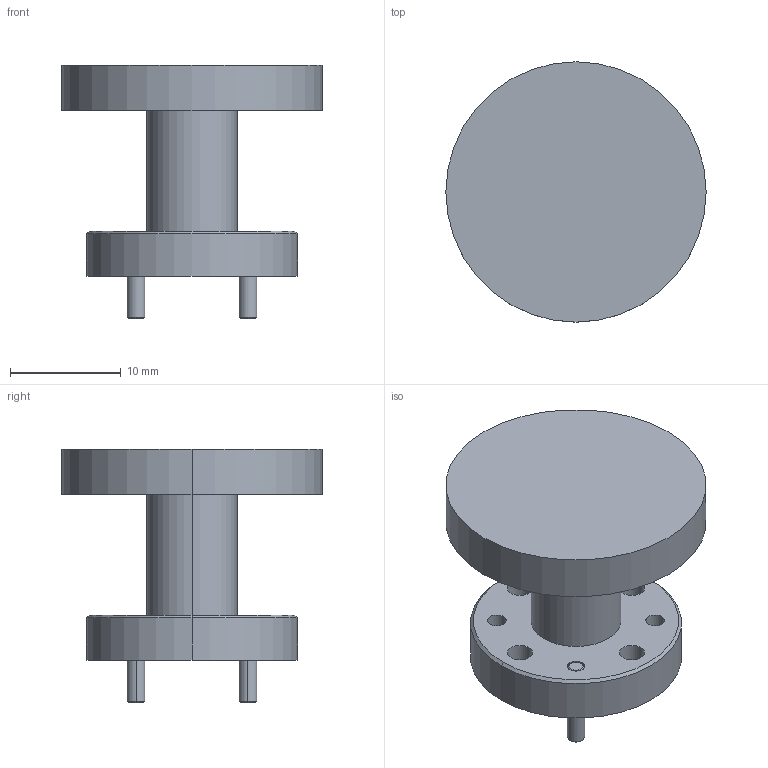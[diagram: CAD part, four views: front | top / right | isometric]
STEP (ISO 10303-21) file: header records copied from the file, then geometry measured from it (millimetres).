
FILE_DESCRIPTION (( 'STEP AP203' ), '1' );
FILE_NAME ('SAH-5037531060-165-S1.STEP', '2021-06-03T17:17:09', ( '' ), ( '' ), 'SwSTEP 2.0', 'SolidWorks 2021', '' );
FILE_SCHEMA (( 'CONFIG_CONTROL_DESIGN' ));
Length unit declared in the file: inch
Products named in the file (1): SAH-5037531060-165-S1
Bounding box: 23.5 x 23.5 x 22.92 mm (x, y, z)
Volume: 3288.4 mm3; surface area: 2423.3 mm2
Topology: 3 solids, 3 shells, 75 faces, 174 edges, 110 vertices
Faces by surface type: cylinder 42, cone 18, plane 15
Entity records: 2281 total; most frequent: DIRECTION 436, CARTESIAN_POINT 360, ORIENTED_EDGE 348, AXIS2_PLACEMENT_3D 186, EDGE_CURVE 174, CIRCLE 110, VERTEX_POINT 110, EDGE_LOOP 96
